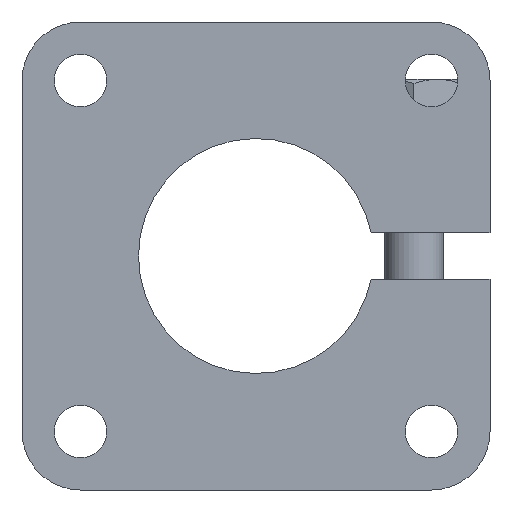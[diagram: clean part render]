
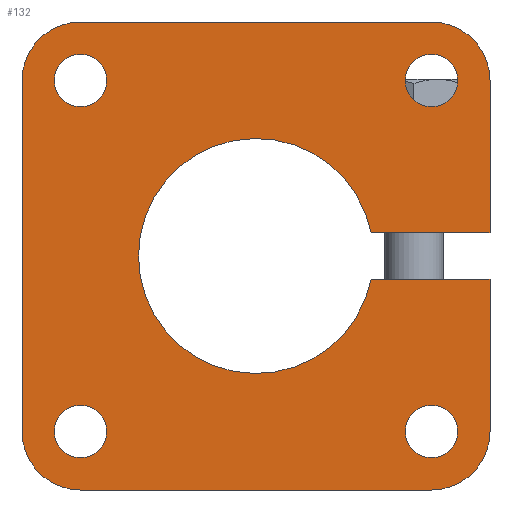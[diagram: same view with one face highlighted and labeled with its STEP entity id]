
A CAD part, front view. The second image highlights one B-rep face of the part: STEP entity #132.
In plain terms, the highlighted planar face has unit normal (0, -1, 0).
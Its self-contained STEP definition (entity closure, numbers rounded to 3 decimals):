
#132 = ADVANCED_FACE( '', ( #306, #307, #308, #309, #310 ), #311, .F. );
#306 = FACE_BOUND( '', #526, .T. );
#307 = FACE_BOUND( '', #527, .T. );
#308 = FACE_BOUND( '', #528, .T. );
#309 = FACE_BOUND( '', #529, .T. );
#310 = FACE_OUTER_BOUND( '', #530, .T. );
#311 = PLANE( '', #531 );
#526 = EDGE_LOOP( '', ( #863 ) );
#527 = EDGE_LOOP( '', ( #864 ) );
#528 = EDGE_LOOP( '', ( #865 ) );
#529 = EDGE_LOOP( '', ( #866 ) );
#530 = EDGE_LOOP( '', ( #867, #868, #869, #870, #871, #872, #873, #874, #875, #876, #877, #878 ) );
#531 = AXIS2_PLACEMENT_3D( '', #879, #880, #881 );
#863 = ORIENTED_EDGE( '', *, *, #1288, .T. );
#864 = ORIENTED_EDGE( '', *, *, #1289, .T. );
#865 = ORIENTED_EDGE( '', *, *, #1290, .T. );
#866 = ORIENTED_EDGE( '', *, *, #1271, .T. );
#867 = ORIENTED_EDGE( '', *, *, #1291, .F. );
#868 = ORIENTED_EDGE( '', *, *, #1292, .T. );
#869 = ORIENTED_EDGE( '', *, *, #1199, .T. );
#870 = ORIENTED_EDGE( '', *, *, #1293, .F. );
#871 = ORIENTED_EDGE( '', *, *, #1294, .F. );
#872 = ORIENTED_EDGE( '', *, *, #1284, .F. );
#873 = ORIENTED_EDGE( '', *, *, #1295, .F. );
#874 = ORIENTED_EDGE( '', *, *, #1241, .F. );
#875 = ORIENTED_EDGE( '', *, *, #1183, .F. );
#876 = ORIENTED_EDGE( '', *, *, #1296, .F. );
#877 = ORIENTED_EDGE( '', *, *, #1297, .F. );
#878 = ORIENTED_EDGE( '', *, *, #1298, .F. );
#879 = CARTESIAN_POINT( '', ( -30., 0., -30. ) );
#880 = DIRECTION( '', ( 0., 1., 0. ) );
#881 = DIRECTION( '', ( 0., 0., 1. ) );
#1183 = EDGE_CURVE( '', #1383, #1384, #1385, .T. );
#1199 = EDGE_CURVE( '', #1414, #1412, #1415, .T. );
#1241 = EDGE_CURVE( '', #1384, #1484, #1485, .T. );
#1271 = EDGE_CURVE( '', #1532, #1532, #1533, .T. );
#1284 = EDGE_CURVE( '', #1549, #1550, #1551, .T. );
#1288 = EDGE_CURVE( '', #1555, #1555, #1556, .T. );
#1289 = EDGE_CURVE( '', #1557, #1557, #1558, .T. );
#1290 = EDGE_CURVE( '', #1559, #1559, #1560, .T. );
#1291 = EDGE_CURVE( '', #1561, #1562, #1563, .T. );
#1292 = EDGE_CURVE( '', #1561, #1414, #1564, .T. );
#1293 = EDGE_CURVE( '', #1565, #1412, #1566, .T. );
#1294 = EDGE_CURVE( '', #1550, #1565, #1567, .T. );
#1295 = EDGE_CURVE( '', #1484, #1549, #1568, .T. );
#1296 = EDGE_CURVE( '', #1569, #1383, #1570, .T. );
#1297 = EDGE_CURVE( '', #1571, #1569, #1572, .T. );
#1298 = EDGE_CURVE( '', #1562, #1571, #1573, .T. );
#1383 = VERTEX_POINT( '', #1683 );
#1384 = VERTEX_POINT( '', #1684 );
#1385 = CIRCLE( '', #1685, 10. );
#1412 = VERTEX_POINT( '', #1721 );
#1414 = VERTEX_POINT( '', #1724 );
#1415 = LINE( '', #1725, #1726 );
#1484 = VERTEX_POINT( '', #1852 );
#1485 = LINE( '', #1853, #1854 );
#1532 = VERTEX_POINT( '', #1912 );
#1533 = CIRCLE( '', #1913, 4.5 );
#1549 = VERTEX_POINT( '', #1955 );
#1550 = VERTEX_POINT( '', #1956 );
#1551 = LINE( '', #1957, #1958 );
#1555 = VERTEX_POINT( '', #1964 );
#1556 = CIRCLE( '', #1965, 4.5 );
#1557 = VERTEX_POINT( '', #1966 );
#1558 = CIRCLE( '', #1967, 4.5 );
#1559 = VERTEX_POINT( '', #1968 );
#1560 = CIRCLE( '', #1969, 4.5 );
#1561 = VERTEX_POINT( '', #1970 );
#1562 = VERTEX_POINT( '', #1971 );
#1563 = LINE( '', #1972, #1973 );
#1564 = CIRCLE( '', #1974, 20.085 );
#1565 = VERTEX_POINT( '', #1975 );
#1566 = LINE( '', #1976, #1977 );
#1567 = CIRCLE( '', #1978, 10. );
#1568 = CIRCLE( '', #1979, 10. );
#1569 = VERTEX_POINT( '', #1980 );
#1570 = LINE( '', #1981, #1982 );
#1571 = VERTEX_POINT( '', #1983 );
#1572 = CIRCLE( '', #1984, 10. );
#1573 = LINE( '', #1985, #1986 );
#1683 = CARTESIAN_POINT( '', ( -30., 0., -40. ) );
#1684 = CARTESIAN_POINT( '', ( -40., 0., -30. ) );
#1685 = AXIS2_PLACEMENT_3D( '', #2158, #2159, #2160 );
#1721 = CARTESIAN_POINT( '', ( 40., 0., 4. ) );
#1724 = CARTESIAN_POINT( '', ( 19.683, 0., 4. ) );
#1725 = CARTESIAN_POINT( '', ( 19.683, 0., 4. ) );
#1726 = VECTOR( '', #2180, 1000. );
#1852 = CARTESIAN_POINT( '', ( -40., 0., 30. ) );
#1853 = CARTESIAN_POINT( '', ( -40., 0., -30. ) );
#1854 = VECTOR( '', #2231, 1000. );
#1912 = CARTESIAN_POINT( '', ( -25.5, 0., 30. ) );
#1913 = AXIS2_PLACEMENT_3D( '', #2279, #2280, #2281 );
#1955 = CARTESIAN_POINT( '', ( -30., 0., 40. ) );
#1956 = CARTESIAN_POINT( '', ( 30., 0., 40. ) );
#1957 = CARTESIAN_POINT( '', ( -30., 0., 40. ) );
#1958 = VECTOR( '', #2291, 1000. );
#1964 = CARTESIAN_POINT( '', ( 34.5, 0., -30. ) );
#1965 = AXIS2_PLACEMENT_3D( '', #2294, #2295, #2296 );
#1966 = CARTESIAN_POINT( '', ( 34.5, 0., 30. ) );
#1967 = AXIS2_PLACEMENT_3D( '', #2297, #2298, #2299 );
#1968 = CARTESIAN_POINT( '', ( -25.5, 0., -30. ) );
#1969 = AXIS2_PLACEMENT_3D( '', #2300, #2301, #2302 );
#1970 = CARTESIAN_POINT( '', ( 19.683, 0., -4. ) );
#1971 = CARTESIAN_POINT( '', ( 40., 0., -4. ) );
#1972 = CARTESIAN_POINT( '', ( -30., 0., -4. ) );
#1973 = VECTOR( '', #2303, 1000. );
#1974 = AXIS2_PLACEMENT_3D( '', #2304, #2305, #2306 );
#1975 = CARTESIAN_POINT( '', ( 40., 0., 30. ) );
#1976 = CARTESIAN_POINT( '', ( 40., 0., 30. ) );
#1977 = VECTOR( '', #2307, 1000. );
#1978 = AXIS2_PLACEMENT_3D( '', #2308, #2309, #2310 );
#1979 = AXIS2_PLACEMENT_3D( '', #2311, #2312, #2313 );
#1980 = CARTESIAN_POINT( '', ( 30., 0., -40. ) );
#1981 = CARTESIAN_POINT( '', ( 30., 0., -40. ) );
#1982 = VECTOR( '', #2314, 1000. );
#1983 = CARTESIAN_POINT( '', ( 40., 0., -30. ) );
#1984 = AXIS2_PLACEMENT_3D( '', #2315, #2316, #2317 );
#1985 = CARTESIAN_POINT( '', ( 40., 0., 30. ) );
#1986 = VECTOR( '', #2318, 1000. );
#2158 = CARTESIAN_POINT( '', ( -30., 0., -30. ) );
#2159 = DIRECTION( '', ( 0., 1., 0. ) );
#2160 = DIRECTION( '', ( 1., 0., 0. ) );
#2180 = DIRECTION( '', ( 1., 0., 0. ) );
#2231 = DIRECTION( '', ( 0., 0., 1. ) );
#2279 = CARTESIAN_POINT( '', ( -30., 0., 30. ) );
#2280 = DIRECTION( '', ( 0., 1., 0. ) );
#2281 = DIRECTION( '', ( 1., 0., 0. ) );
#2291 = DIRECTION( '', ( 1., 0., 0. ) );
#2294 = CARTESIAN_POINT( '', ( 30., 0., -30. ) );
#2295 = DIRECTION( '', ( 0., 1., 0. ) );
#2296 = DIRECTION( '', ( 1., 0., 0. ) );
#2297 = CARTESIAN_POINT( '', ( 30., 0., 30. ) );
#2298 = DIRECTION( '', ( 0., 1., 0. ) );
#2299 = DIRECTION( '', ( 1., 0., 0. ) );
#2300 = CARTESIAN_POINT( '', ( -30., 0., -30. ) );
#2301 = DIRECTION( '', ( 0., 1., 0. ) );
#2302 = DIRECTION( '', ( 1., 0., 0. ) );
#2303 = DIRECTION( '', ( 1., 0., 0. ) );
#2304 = CARTESIAN_POINT( '', ( 0., 0., 0. ) );
#2305 = DIRECTION( '', ( 0., 1., 0. ) );
#2306 = DIRECTION( '', ( 1., 0., 0. ) );
#2307 = DIRECTION( '', ( 0., 0., -1. ) );
#2308 = CARTESIAN_POINT( '', ( 30., 0., 30. ) );
#2309 = DIRECTION( '', ( 0., 1., 0. ) );
#2310 = DIRECTION( '', ( 1., 0., 0. ) );
#2311 = CARTESIAN_POINT( '', ( -30., 0., 30. ) );
#2312 = DIRECTION( '', ( 0., 1., 0. ) );
#2313 = DIRECTION( '', ( 1., 0., 0. ) );
#2314 = DIRECTION( '', ( -1., 0., 0. ) );
#2315 = CARTESIAN_POINT( '', ( 30., 0., -30. ) );
#2316 = DIRECTION( '', ( 0., 1., 0. ) );
#2317 = DIRECTION( '', ( 1., 0., 0. ) );
#2318 = DIRECTION( '', ( 0., 0., -1. ) );
